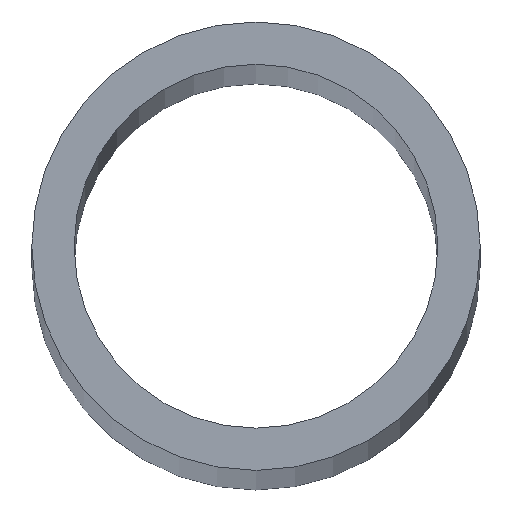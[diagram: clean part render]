
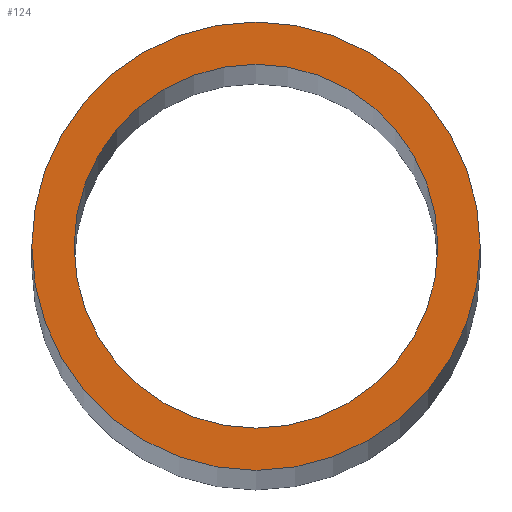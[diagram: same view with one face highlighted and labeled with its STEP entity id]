
A CAD part, top view. The second image highlights one B-rep face of the part: STEP entity #124.
In plain terms, the highlighted planar face has unit normal (0, 0, 1).
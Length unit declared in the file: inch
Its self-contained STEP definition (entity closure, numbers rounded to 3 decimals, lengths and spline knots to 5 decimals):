
#10 = CIRCLE ( 'NONE', #27, 3.498 ) ;
#20 = CARTESIAN_POINT ( 'NONE',  ( 0., 0., 216. ) ) ;
#24 = CARTESIAN_POINT ( 'NONE',  ( -4.31, 0., 216. ) ) ;
#27 = AXIS2_PLACEMENT_3D ( 'NONE', #73, #56, #117 ) ;
#28 = ORIENTED_EDGE ( 'NONE', *, *, #71, .F. ) ;
#36 = PLANE ( 'NONE',  #134 ) ;
#47 = EDGE_CURVE ( 'NONE', #244, #107, #88, .T. ) ;
#50 = EDGE_LOOP ( 'NONE', ( #28, #58 ) ) ;
#56 = DIRECTION ( 'NONE',  ( 0., 0., 1. ) ) ;
#58 = ORIENTED_EDGE ( 'NONE', *, *, #213, .F. ) ;
#70 = CARTESIAN_POINT ( 'NONE',  ( 0., 0., 216. ) ) ;
#71 = EDGE_CURVE ( 'NONE', #172, #226, #147, .T. ) ;
#73 = CARTESIAN_POINT ( 'NONE',  ( 0., 0., 216. ) ) ;
#77 = DIRECTION ( 'NONE',  ( 0., 0., 1. ) ) ;
#81 = CARTESIAN_POINT ( 'NONE',  ( 3.498, 0., 216. ) ) ;
#88 = CIRCLE ( 'NONE', #139, 4.31 ) ;
#92 = DIRECTION ( 'NONE',  ( 1., 0., 0. ) ) ;
#94 = AXIS2_PLACEMENT_3D ( 'NONE', #98, #195, #154 ) ;
#98 = CARTESIAN_POINT ( 'NONE',  ( 0., 0., 216. ) ) ;
#102 = CIRCLE ( 'NONE', #250, 4.31 ) ;
#107 = VERTEX_POINT ( 'NONE', #230 ) ;
#108 = ORIENTED_EDGE ( 'NONE', *, *, #47, .T. ) ;
#113 = DIRECTION ( 'NONE',  ( 0., 0., 1. ) ) ;
#117 = DIRECTION ( 'NONE',  ( 1., 0., 0. ) ) ;
#124 = ADVANCED_FACE ( 'NONE', ( #232, #137 ), #36, .T. ) ;
#126 = ORIENTED_EDGE ( 'NONE', *, *, #168, .T. ) ;
#134 = AXIS2_PLACEMENT_3D ( 'NONE', #136, #113, #135 ) ;
#135 = DIRECTION ( 'NONE',  ( 1., 0., 0. ) ) ;
#136 = CARTESIAN_POINT ( 'NONE',  ( 0., 0., 216. ) ) ;
#137 = FACE_BOUND ( 'NONE', #50, .T. ) ;
#139 = AXIS2_PLACEMENT_3D ( 'NONE', #70, #77, #153 ) ;
#147 = CIRCLE ( 'NONE', #94, 3.498 ) ;
#153 = DIRECTION ( 'NONE',  ( 1., 0., 0. ) ) ;
#154 = DIRECTION ( 'NONE',  ( 1., 0., 0. ) ) ;
#168 = EDGE_CURVE ( 'NONE', #107, #244, #102, .T. ) ;
#172 = VERTEX_POINT ( 'NONE', #229 ) ;
#195 = DIRECTION ( 'NONE',  ( 0., 0., 1. ) ) ;
#213 = EDGE_CURVE ( 'NONE', #226, #172, #10, .T. ) ;
#216 = DIRECTION ( 'NONE',  ( 0., 0., 1. ) ) ;
#225 = EDGE_LOOP ( 'NONE', ( #108, #126 ) ) ;
#226 = VERTEX_POINT ( 'NONE', #81 ) ;
#229 = CARTESIAN_POINT ( 'NONE',  ( -3.498, 0., 216. ) ) ;
#230 = CARTESIAN_POINT ( 'NONE',  ( 4.31, 0., 216. ) ) ;
#232 = FACE_OUTER_BOUND ( 'NONE', #225, .T. ) ;
#244 = VERTEX_POINT ( 'NONE', #24 ) ;
#250 = AXIS2_PLACEMENT_3D ( 'NONE', #20, #216, #92 ) ;
